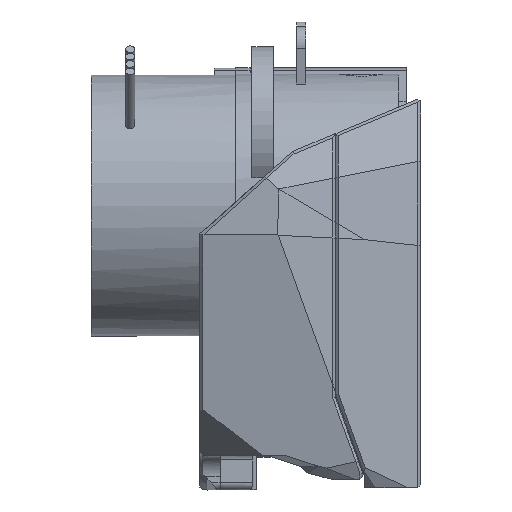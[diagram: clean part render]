
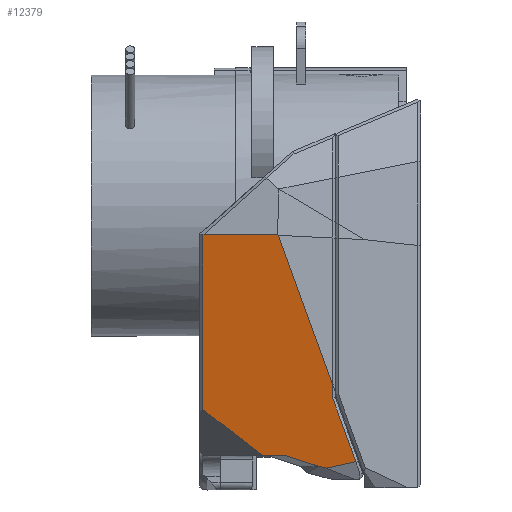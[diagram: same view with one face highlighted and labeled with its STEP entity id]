
A CAD part, left-side view. The second image highlights one B-rep face of the part: STEP entity #12379.
In plain terms, the highlighted planar face has unit normal (-0.984, 0.043, -0.174).
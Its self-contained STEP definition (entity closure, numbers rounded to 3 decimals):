
#1436=FACE_OUTER_BOUND('',#2161,.T.);
#2161=EDGE_LOOP('',(#10593,#10594,#10595,#10596,#10597,#10598,#10599,#10600,
#10601,#10602,#10603,#10604));
#2992=LINE('',#19889,#4241);
#3075=LINE('',#20193,#4324);
#3078=LINE('',#20199,#4327);
#3103=LINE('',#20247,#4352);
#3107=LINE('',#20255,#4356);
#3110=LINE('',#20261,#4359);
#3195=LINE('',#20526,#4444);
#3201=LINE('',#20535,#4450);
#3419=LINE('',#21170,#4668);
#3424=LINE('',#21178,#4673);
#3426=LINE('',#21181,#4675);
#3430=LINE('',#21191,#4679);
#4241=VECTOR('',#15142,10.);
#4324=VECTOR('',#15291,1000.);
#4327=VECTOR('',#15296,1000.);
#4352=VECTOR('',#15337,1000.);
#4356=VECTOR('',#15345,1000.);
#4359=VECTOR('',#15354,1000.);
#4444=VECTOR('',#15531,1000.);
#4450=VECTOR('',#15539,1000.);
#4668=VECTOR('',#16181,1000.);
#4673=VECTOR('',#16190,1000.);
#4675=VECTOR('',#16194,1000.);
#4679=VECTOR('',#16210,1000.);
#5395=VERTEX_POINT('',#19886);
#5396=VERTEX_POINT('',#19888);
#5470=VERTEX_POINT('',#20190);
#5471=VERTEX_POINT('',#20192);
#5473=VERTEX_POINT('',#20198);
#5487=VERTEX_POINT('',#20244);
#5488=VERTEX_POINT('',#20246);
#5490=VERTEX_POINT('',#20254);
#5585=VERTEX_POINT('',#20523);
#5586=VERTEX_POINT('',#20525);
#5734=VERTEX_POINT('',#21167);
#5735=VERTEX_POINT('',#21169);
#6842=EDGE_CURVE('',#5395,#5396,#2992,.T.);
#6946=EDGE_CURVE('',#5471,#5470,#3075,.T.);
#6949=EDGE_CURVE('',#5473,#5471,#3078,.T.);
#6974=EDGE_CURVE('',#5488,#5487,#3103,.T.);
#6978=EDGE_CURVE('',#5490,#5488,#3107,.F.);
#6981=EDGE_CURVE('',#5487,#5473,#3110,.T.);
#7096=EDGE_CURVE('',#5586,#5585,#3195,.T.);
#7102=EDGE_CURVE('',#5585,#5490,#3201,.T.);
#7392=EDGE_CURVE('',#5735,#5734,#3419,.T.);
#7397=EDGE_CURVE('',#5734,#5396,#3424,.T.);
#7399=EDGE_CURVE('',#5586,#5395,#3426,.T.);
#7403=EDGE_CURVE('',#5735,#5470,#3430,.F.);
#10593=ORIENTED_EDGE('',*,*,#6842,.F.);
#10594=ORIENTED_EDGE('',*,*,#7399,.F.);
#10595=ORIENTED_EDGE('',*,*,#7096,.T.);
#10596=ORIENTED_EDGE('',*,*,#7102,.T.);
#10597=ORIENTED_EDGE('',*,*,#6978,.T.);
#10598=ORIENTED_EDGE('',*,*,#6974,.T.);
#10599=ORIENTED_EDGE('',*,*,#6981,.T.);
#10600=ORIENTED_EDGE('',*,*,#6949,.T.);
#10601=ORIENTED_EDGE('',*,*,#6946,.T.);
#10602=ORIENTED_EDGE('',*,*,#7403,.F.);
#10603=ORIENTED_EDGE('',*,*,#7392,.T.);
#10604=ORIENTED_EDGE('',*,*,#7397,.T.);
#11786=PLANE('',#13346);
#12379=ADVANCED_FACE('',(#1436),#11786,.F.);
#13346=AXIS2_PLACEMENT_3D('',#21192,#16211,#16212);
#15142=DIRECTION('',(-0.137,-0.804,0.579));
#15291=DIRECTION('',(-0.174,0.,0.985));
#15296=DIRECTION('',(-0.149,0.338,0.929));
#15337=DIRECTION('',(0.004,-0.966,-0.26));
#15345=DIRECTION('',(-0.014,0.949,0.316));
#15354=DIRECTION('',(-0.081,-0.973,0.216));
#15531=DIRECTION('',(0.073,-0.789,-0.61));
#15539=DIRECTION('',(-0.044,-0.999,0.));
#16181=DIRECTION('',(-0.127,0.513,0.849));
#16190=DIRECTION('',(0.044,0.999,0.));
#16194=DIRECTION('',(-0.174,0.,0.985));
#16210=DIRECTION('',(-0.149,0.338,0.929));
#16211=DIRECTION('center_axis',(0.984,-0.043,0.174));
#16212=DIRECTION('ref_axis',(0.174,0.,-0.985));
#19886=CARTESIAN_POINT('',(-33.952,152.9,157.191));
#19888=CARTESIAN_POINT('',(-33.98,152.738,157.308));
#19889=CARTESIAN_POINT('',(-34.528,149.526,159.622));
#20190=CARTESIAN_POINT('',(-31.075,134.899,136.436));
#20192=CARTESIAN_POINT('',(-30.748,134.899,134.585));
#20193=CARTESIAN_POINT('',(-34.745,134.899,157.229));
#20198=CARTESIAN_POINT('',(-29.326,131.677,125.727));
#20199=CARTESIAN_POINT('',(-34.513,143.428,158.027));
#20244=CARTESIAN_POINT('',(-28.989,135.735,124.826));
#20246=CARTESIAN_POINT('',(-28.997,137.692,125.353));
#20247=CARTESIAN_POINT('',(-28.997,137.63,125.336));
#20254=CARTESIAN_POINT('',(-29.054,141.454,126.605));
#20255=CARTESIAN_POINT('',(-29.059,141.789,126.716));
#20261=CARTESIAN_POINT('',(-32.144,97.663,133.284));
#20523=CARTESIAN_POINT('',(-28.915,144.637,126.605));
#20525=CARTESIAN_POINT('',(-29.681,152.9,132.993));
#20526=CARTESIAN_POINT('',(-30.365,160.263,138.686));
#20535=CARTESIAN_POINT('',(-28.876,145.521,126.605));
#21167=CARTESIAN_POINT('',(-34.425,142.534,157.308));
#21169=CARTESIAN_POINT('',(-34.4,142.431,157.138));
#21170=CARTESIAN_POINT('',(-34.569,143.114,158.268));
#21178=CARTESIAN_POINT('',(-34.361,144.01,157.308));
#21181=CARTESIAN_POINT('',(-32.816,152.9,150.753));
#21191=CARTESIAN_POINT('',(-30.292,133.127,131.565));
#21192=CARTESIAN_POINT('Origin',(-34.296,145.5,157.308));
